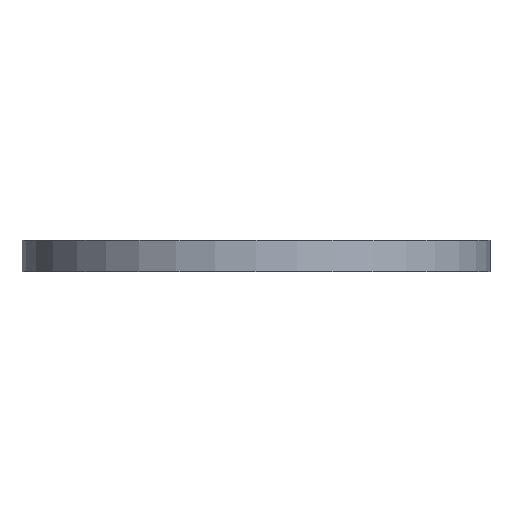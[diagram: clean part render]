
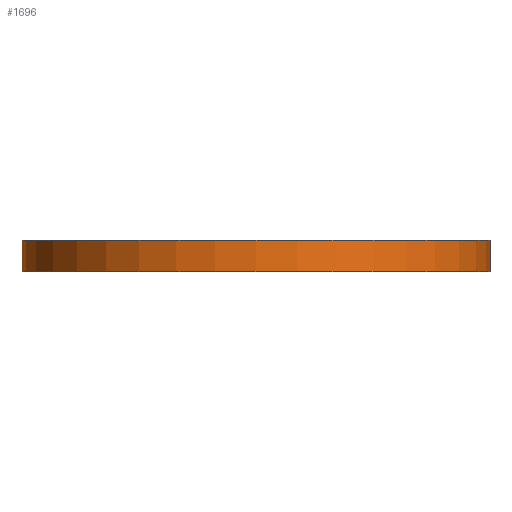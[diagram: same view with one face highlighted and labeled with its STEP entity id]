
A CAD part, front view. The second image highlights one B-rep face of the part: STEP entity #1696.
In plain terms, the highlighted cylindrical face has radius 13.495 mm (diameter 26.99 mm), a full revolution.
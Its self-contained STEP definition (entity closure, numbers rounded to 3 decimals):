
#1696 = ADVANCED_FACE( '', ( #3396, #3397 ), #3398, .T. );
#3396 = FACE_OUTER_BOUND( '', #9439, .T. );
#3397 = FACE_OUTER_BOUND( '', #9440, .T. );
#3398 = CYLINDRICAL_SURFACE( '', #9441, 13.495 );
#9439 = EDGE_LOOP( '', ( #14291 ) );
#9440 = EDGE_LOOP( '', ( #14292 ) );
#9441 = AXIS2_PLACEMENT_3D( '', #14293, #14294, #14295 );
#14291 = ORIENTED_EDGE( '', *, *, #14920, .T. );
#14292 = ORIENTED_EDGE( '', *, *, #16151, .T. );
#14293 = CARTESIAN_POINT( '', ( 0., 0., 0. ) );
#14294 = DIRECTION( '', ( 0., 0., 1. ) );
#14295 = DIRECTION( '', ( 1., 0., 0. ) );
#14920 = EDGE_CURVE( '', #17570, #17570, #17571, .F. );
#16151 = EDGE_CURVE( '', #19474, #19474, #19475, .F. );
#17570 = VERTEX_POINT( '', #21744 );
#17571 = CIRCLE( '', #21745, 13.495 );
#19474 = VERTEX_POINT( '', #25433 );
#19475 = CIRCLE( '', #25434, 13.495 );
#21744 = CARTESIAN_POINT( '', ( -13.495, 0., -1.8 ) );
#21745 = AXIS2_PLACEMENT_3D( '', #26282, #26283, #26284 );
#25433 = CARTESIAN_POINT( '', ( 13.495, 0., 0. ) );
#25434 = AXIS2_PLACEMENT_3D( '', #26897, #26898, #26899 );
#26282 = CARTESIAN_POINT( '', ( 0., 0., -1.8 ) );
#26283 = DIRECTION( '', ( 0., 0., -1. ) );
#26284 = DIRECTION( '', ( -1., 0., 0. ) );
#26897 = CARTESIAN_POINT( '', ( 0., 0., 0. ) );
#26898 = DIRECTION( '', ( 0., 0., 1. ) );
#26899 = DIRECTION( '', ( 1., 0., 0. ) );
